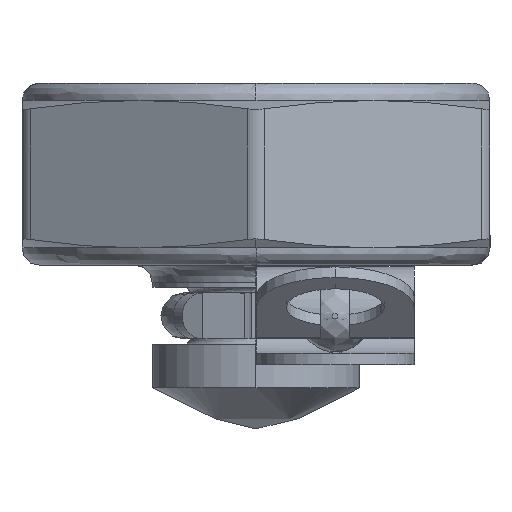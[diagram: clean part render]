
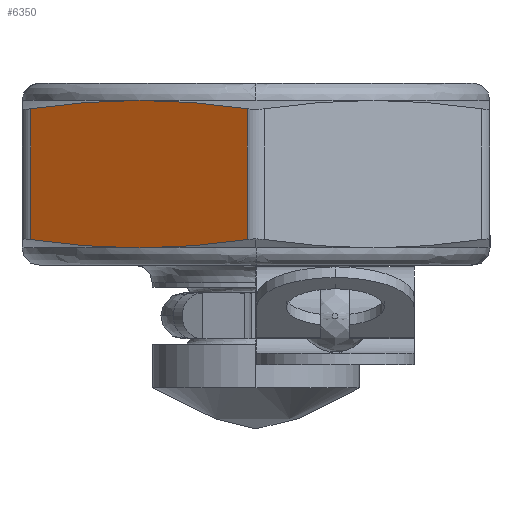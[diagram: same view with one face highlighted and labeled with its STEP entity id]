
A CAD part, front view. The second image highlights one B-rep face of the part: STEP entity #6350.
In plain terms, the highlighted planar face has unit normal (-0.5, -0.866, 0).
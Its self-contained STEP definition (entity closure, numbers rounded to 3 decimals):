
#75 = EDGE_CURVE ( 'NONE', #3492, #4086, #5098, .T. ) ;
#85 = DIRECTION ( 'NONE',  ( 0., 0., -1. ) ) ;
#226 = DIRECTION ( 'NONE',  ( 0.5, 0.866, 0. ) ) ;
#231 = EDGE_CURVE ( 'NONE', #706, #6066, #5666, .T. ) ;
#260 = CARTESIAN_POINT ( 'NONE',  ( -9.931, -6.174, 2.881 ) ) ;
#348 = CARTESIAN_POINT ( 'NONE',  ( -0.381, -11.688, 3.251 ) ) ;
#706 = VERTEX_POINT ( 'NONE', #5376 ) ;
#728 = EDGE_CURVE ( 'NONE', #9003, #706, #8892, .T. ) ;
#763 = B_SPLINE_CURVE_WITH_KNOTS ( 'NONE', 3,
 ( #957, #6393, #3314, #8718 ),
 .UNSPECIFIED., .F., .F.,
 ( 4, 4 ),
 ( 0., 0.006 ),
 .UNSPECIFIED. ) ;
#957 = CARTESIAN_POINT ( 'NONE',  ( -5.156, -8.931, -3.251 ) ) ;
#1385 = CARTESIAN_POINT ( 'NONE',  ( -5.156, -8.931, -3.251 ) ) ;
#1761 = EDGE_CURVE ( 'NONE', #6066, #4253, #5430, .T. ) ;
#2339 = CARTESIAN_POINT ( 'NONE',  ( -9.931, -6.174, 2.881 ) ) ;
#2454 = DIRECTION ( 'NONE',  ( 0., 0., 1. ) ) ;
#2588 = CARTESIAN_POINT ( 'NONE',  ( -10.312, -5.954, 3.251 ) ) ;
#2616 = CARTESIAN_POINT ( 'NONE',  ( -9.931, -6.174, 3.251 ) ) ;
#3025 = VECTOR ( 'NONE', #2454, 1000. ) ;
#3100 = CARTESIAN_POINT ( 'NONE',  ( -1.966, -10.772, 3.112 ) ) ;
#3102 = CARTESIAN_POINT ( 'NONE',  ( -6.755, -8.008, 3.251 ) ) ;
#3314 = CARTESIAN_POINT ( 'NONE',  ( -8.346, -7.089, -3.112 ) ) ;
#3422 = CARTESIAN_POINT ( 'NONE',  ( -9.931, -6.174, -2.881 ) ) ;
#3492 = VERTEX_POINT ( 'NONE', #3422 ) ;
#3627 = VECTOR ( 'NONE', #85, 1000. ) ;
#3631 = CARTESIAN_POINT ( 'NONE',  ( -5.156, -8.931, 3.251 ) ) ;
#3885 = CARTESIAN_POINT ( 'NONE',  ( -0.381, -11.688, 2.881 ) ) ;
#4055 = ORIENTED_EDGE ( 'NONE', *, *, #231, .F. ) ;
#4086 = VERTEX_POINT ( 'NONE', #260 ) ;
#4118 = PLANE ( 'NONE',  #9023 ) ;
#4253 = VERTEX_POINT ( 'NONE', #1385 ) ;
#4665 = EDGE_LOOP ( 'NONE', ( #5581, #6817, #5773, #7467, #4055, #8701 ) ) ;
#4781 = CARTESIAN_POINT ( 'NONE',  ( -3.557, -9.854, 3.251 ) ) ;
#5098 = LINE ( 'NONE', #2616, #3025 ) ;
#5135 = EDGE_CURVE ( 'NONE', #4086, #9003, #6754, .T. ) ;
#5376 = CARTESIAN_POINT ( 'NONE',  ( -0.381, -11.688, 2.881 ) ) ;
#5430 = B_SPLINE_CURVE_WITH_KNOTS ( 'NONE', 3,
 ( #6887, #7449, #7351, #6854 ),
 .UNSPECIFIED., .F., .F.,
 ( 4, 4 ),
 ( 0., 0.006 ),
 .UNSPECIFIED. ) ;
#5581 = ORIENTED_EDGE ( 'NONE', *, *, #5135, .F. ) ;
#5666 = LINE ( 'NONE', #348, #3627 ) ;
#5675 = DIRECTION ( 'NONE',  ( -0.866, 0.5, 0. ) ) ;
#5773 = ORIENTED_EDGE ( 'NONE', *, *, #7591, .F. ) ;
#6066 = VERTEX_POINT ( 'NONE', #8298 ) ;
#6350 = ADVANCED_FACE ( 'NONE', ( #8132 ), #4118, .F. ) ;
#6393 = CARTESIAN_POINT ( 'NONE',  ( -6.755, -8.008, -3.251 ) ) ;
#6754 = B_SPLINE_CURVE_WITH_KNOTS ( 'NONE', 3,
 ( #2339, #6973, #3102, #8513 ),
 .UNSPECIFIED., .F., .F.,
 ( 4, 4 ),
 ( 0., 0.006 ),
 .UNSPECIFIED. ) ;
#6817 = ORIENTED_EDGE ( 'NONE', *, *, #75, .F. ) ;
#6854 = CARTESIAN_POINT ( 'NONE',  ( -5.156, -8.931, -3.251 ) ) ;
#6887 = CARTESIAN_POINT ( 'NONE',  ( -0.381, -11.688, -2.881 ) ) ;
#6973 = CARTESIAN_POINT ( 'NONE',  ( -8.346, -7.089, 3.112 ) ) ;
#7351 = CARTESIAN_POINT ( 'NONE',  ( -3.557, -9.854, -3.251 ) ) ;
#7449 = CARTESIAN_POINT ( 'NONE',  ( -1.966, -10.772, -3.112 ) ) ;
#7467 = ORIENTED_EDGE ( 'NONE', *, *, #1761, .F. ) ;
#7591 = EDGE_CURVE ( 'NONE', #4253, #3492, #763, .T. ) ;
#8047 = CARTESIAN_POINT ( 'NONE',  ( -5.156, -8.931, 3.251 ) ) ;
#8132 = FACE_OUTER_BOUND ( 'NONE', #4665, .T. ) ;
#8298 = CARTESIAN_POINT ( 'NONE',  ( -0.381, -11.688, -2.881 ) ) ;
#8513 = CARTESIAN_POINT ( 'NONE',  ( -5.156, -8.931, 3.251 ) ) ;
#8701 = ORIENTED_EDGE ( 'NONE', *, *, #728, .F. ) ;
#8718 = CARTESIAN_POINT ( 'NONE',  ( -9.931, -6.174, -2.881 ) ) ;
#8892 = B_SPLINE_CURVE_WITH_KNOTS ( 'NONE', 3,
 ( #8047, #4781, #3100, #3885 ),
 .UNSPECIFIED., .F., .F.,
 ( 4, 4 ),
 ( 0., 0.006 ),
 .UNSPECIFIED. ) ;
#9003 = VERTEX_POINT ( 'NONE', #3631 ) ;
#9023 = AXIS2_PLACEMENT_3D ( 'NONE', #2588, #226, #5675 ) ;
